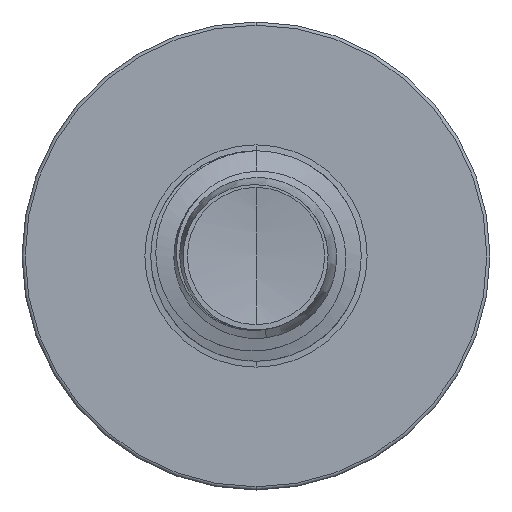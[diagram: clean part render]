
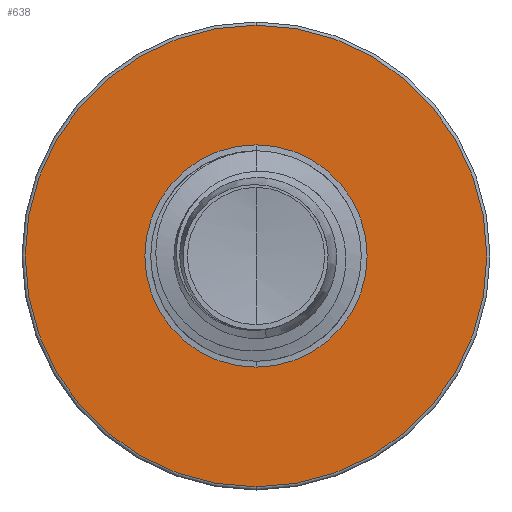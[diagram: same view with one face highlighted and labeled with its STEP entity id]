
A CAD part, front view. The second image highlights one B-rep face of the part: STEP entity #638.
In plain terms, the highlighted planar face has unit normal (0, -1, 0).
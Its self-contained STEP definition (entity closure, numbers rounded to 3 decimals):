
#103 = PLANE ( 'NONE',  #264 ) ;
#249 = AXIS2_PLACEMENT_3D ( 'NONE', #9128, #9124, #9106 ) ;
#264 = AXIS2_PLACEMENT_3D ( 'NONE', #1586, #15233, #8766 ) ;
#323 = AXIS2_PLACEMENT_3D ( 'NONE', #9204, #9180, #9176 ) ;
#638 = ADVANCED_FACE ( 'NONE', ( #8160, #12803 ), #103, .F. ) ;
#1586 = CARTESIAN_POINT ( 'NONE',  ( 0., 5., -2.375 ) ) ;
#1742 = EDGE_CURVE ( 'NONE', #7730, #8114, #13366, .T. ) ;
#1743 = ORIENTED_EDGE ( 'NONE', *, *, #1742, .T. ) ;
#1793 = CARTESIAN_POINT ( 'NONE',  ( 0., 5., 2.375 ) ) ;
#2421 = AXIS2_PLACEMENT_3D ( 'NONE', #2561, #2532, #2505 ) ;
#2505 = DIRECTION ( 'NONE',  ( 0., 0., 1. ) ) ;
#2532 = DIRECTION ( 'NONE',  ( 0., 1., 0. ) ) ;
#2561 = CARTESIAN_POINT ( 'NONE',  ( 0., 5., 0. ) ) ;
#2757 = CARTESIAN_POINT ( 'NONE',  ( 0., 5., -2.375 ) ) ;
#2986 = CIRCLE ( 'NONE', #11448, 4.933 ) ;
#3292 = CIRCLE ( 'NONE', #249, 4.933 ) ;
#3322 = EDGE_CURVE ( 'NONE', #9722, #10984, #2986, .T. ) ;
#3875 = CIRCLE ( 'NONE', #323, 2.375 ) ;
#4005 = CARTESIAN_POINT ( 'NONE',  ( 0., 5., -4.932 ) ) ;
#5476 = EDGE_LOOP ( 'NONE', ( #9342, #12243 ) ) ;
#5480 = EDGE_CURVE ( 'NONE', #8114, #7730, #3875, .T. ) ;
#5483 = EDGE_CURVE ( 'NONE', #10984, #9722, #3292, .T. ) ;
#7643 = EDGE_LOOP ( 'NONE', ( #13283, #1743 ) ) ;
#7730 = VERTEX_POINT ( 'NONE', #2757 ) ;
#7960 = DIRECTION ( 'NONE',  ( 0., 0., 1. ) ) ;
#7979 = DIRECTION ( 'NONE',  ( 0., 1., 0. ) ) ;
#8009 = CARTESIAN_POINT ( 'NONE',  ( 0., 5., 0. ) ) ;
#8114 = VERTEX_POINT ( 'NONE', #1793 ) ;
#8160 = FACE_OUTER_BOUND ( 'NONE', #5476, .T. ) ;
#8766 = DIRECTION ( 'NONE',  ( 0., 0., 1. ) ) ;
#9106 = DIRECTION ( 'NONE',  ( 0., 0., 1. ) ) ;
#9124 = DIRECTION ( 'NONE',  ( 0., 1., 0. ) ) ;
#9128 = CARTESIAN_POINT ( 'NONE',  ( 0., 5., 0. ) ) ;
#9176 = DIRECTION ( 'NONE',  ( 0., 0., 1. ) ) ;
#9180 = DIRECTION ( 'NONE',  ( 0., 1., 0. ) ) ;
#9204 = CARTESIAN_POINT ( 'NONE',  ( 0., 5., 0. ) ) ;
#9258 = CARTESIAN_POINT ( 'NONE',  ( 0., 5., 4.933 ) ) ;
#9342 = ORIENTED_EDGE ( 'NONE', *, *, #3322, .F. ) ;
#9722 = VERTEX_POINT ( 'NONE', #9258 ) ;
#10984 = VERTEX_POINT ( 'NONE', #4005 ) ;
#11448 = AXIS2_PLACEMENT_3D ( 'NONE', #8009, #7979, #7960 ) ;
#12243 = ORIENTED_EDGE ( 'NONE', *, *, #5483, .F. ) ;
#12803 = FACE_BOUND ( 'NONE', #7643, .T. ) ;
#13283 = ORIENTED_EDGE ( 'NONE', *, *, #5480, .T. ) ;
#13366 = CIRCLE ( 'NONE', #2421, 2.375 ) ;
#15233 = DIRECTION ( 'NONE',  ( 0., 1., 0. ) ) ;
